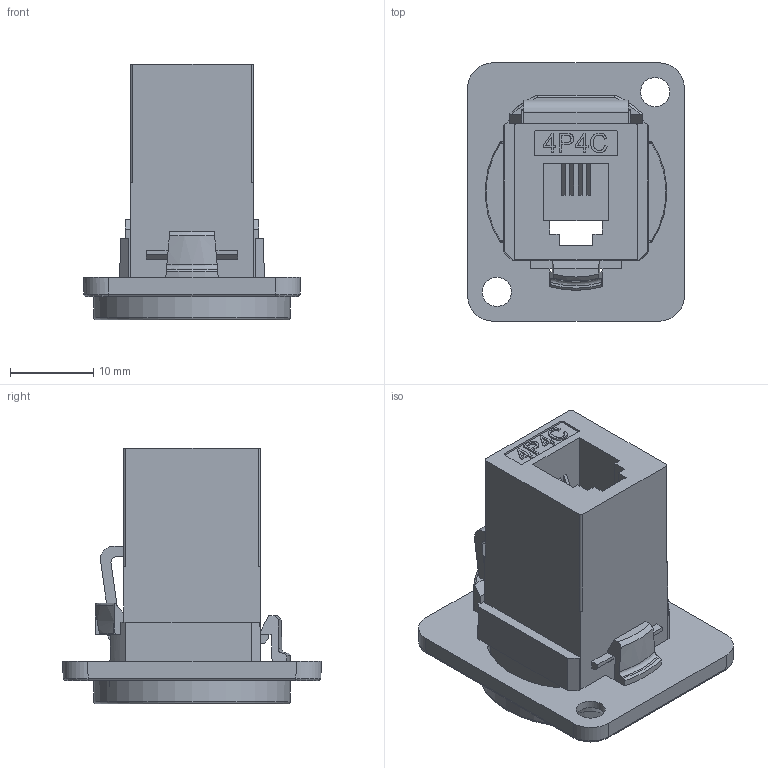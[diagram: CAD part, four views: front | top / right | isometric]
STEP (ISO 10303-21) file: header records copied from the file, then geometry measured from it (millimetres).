
FILE_DESCRIPTION(/* description */ (''),/* implementation_level */ '2;1');
FILE_NAME(/* name */ 'CP30228W CSK.stp',/* time_stamp */ '2025-03-28T10:43:28Z',/* author */ ('tottley'),/* organization */ (''),/* preprocessor_version */ 'ST-DEVELOPER v20',/* originating_system */ 'Autodesk Inventor 2025',/* authorisation */ '');
FILE_SCHEMA (('AUTOMOTIVE_DESIGN { 1 0 10303 214 3 1 1 }'));
Length unit declared in the file: millimetre
Products named in the file (1): FT RJ11 plain hole
Bounding box: 26 x 31 x 30.7 mm (x, y, z)
Volume: 7361.2 mm3; surface area: 6516.8 mm2
Topology: 1 solids, 3 shells, 505 faces, 1406 edges, 926 vertices
Faces by surface type: plane 358, bspline 85, cylinder 42, cone 12, torus 8
Full cylindrical faces by diameter (mm): 3.5 x2
Entity records: 17734 total; most frequent: CARTESIAN_POINT 4669, ORIENTED_EDGE 2812, DIRECTION 2196, EDGE_CURVE 1406, LINE 1074, VECTOR 1074, VERTEX_POINT 926, AXIS2_PLACEMENT_3D 561
